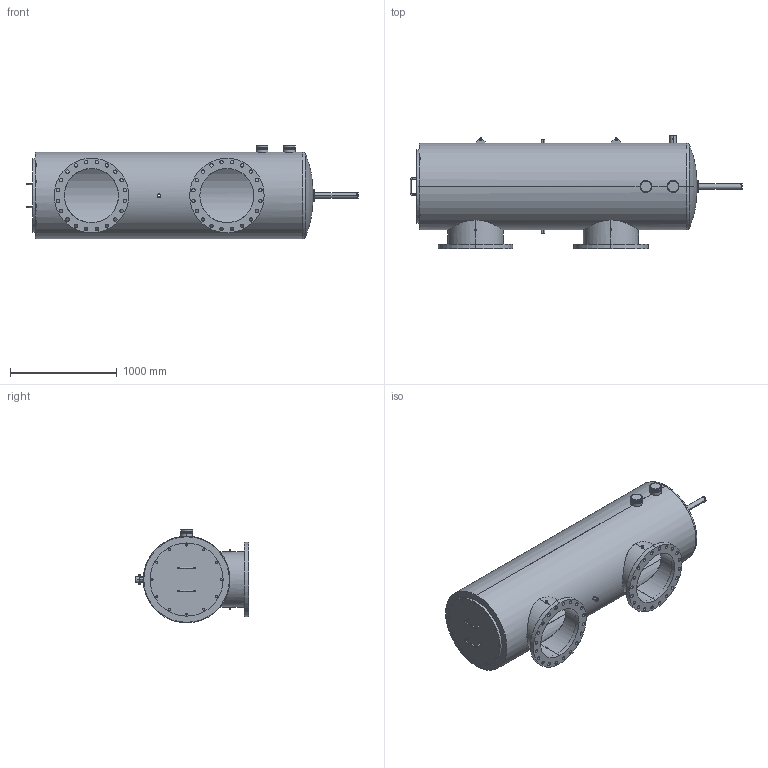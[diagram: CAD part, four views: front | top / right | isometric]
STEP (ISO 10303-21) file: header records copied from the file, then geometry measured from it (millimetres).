
FILE_DESCRIPTION (( 'STEP AP203' ), '1' );
FILE_NAME ('H20-180.STEP', '2020-07-24T12:11:16', ( '' ), ( '' ), 'SwSTEP 2.0', 'SolidWorks 2018', '' );
FILE_SCHEMA (( 'CONFIG_CONTROL_DESIGN' ));
Length unit declared in the file: inch
Products named in the file (1): H20-180
Bounding box: 3112.77 x 1066.8 x 879.48 mm (x, y, z)
Volume: 61204110.7 mm3; surface area: 16851304.9 mm2
Topology: 8 solids, 8 shells, 346 faces, 922 edges, 604 vertices
Faces by surface type: cylinder 273, plane 57, torus 16
Entity records: 14297 total; most frequent: CARTESIAN_POINT 4870, DIRECTION 2058, ORIENTED_EDGE 1844, EDGE_CURVE 922, AXIS2_PLACEMENT_3D 866, VERTEX_POINT 604, EDGE_LOOP 548, CIRCLE 519
